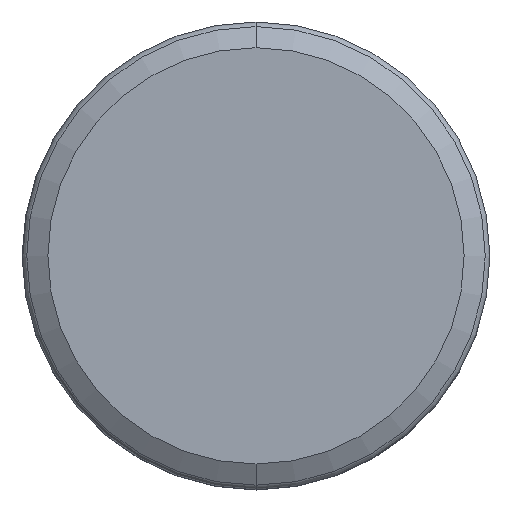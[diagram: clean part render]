
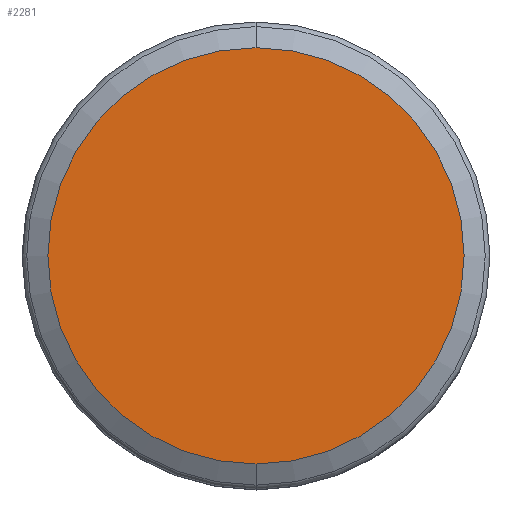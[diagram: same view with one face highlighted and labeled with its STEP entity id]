
A CAD part, top view. The second image highlights one B-rep face of the part: STEP entity #2281.
In plain terms, the highlighted planar face has unit normal (0, 0, 1).
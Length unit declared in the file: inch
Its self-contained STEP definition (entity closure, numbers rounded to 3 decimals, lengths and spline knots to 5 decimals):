
#36 = AXIS2_PLACEMENT_3D ( 'NONE', #1192, #491, #1892 ) ;
#66 = CIRCLE ( 'NONE', #36, 0.42 ) ;
#220 = DIRECTION ( 'NONE',  ( 0., 0., -1. ) ) ;
#279 = DIRECTION ( 'NONE',  ( 0., 0., 1. ) ) ;
#460 = EDGE_LOOP ( 'NONE', ( #3056, #628 ) ) ;
#465 = DIRECTION ( 'NONE',  ( 0., 1., 0. ) ) ;
#491 = DIRECTION ( 'NONE',  ( 0., 0., 1. ) ) ;
#570 = VERTEX_POINT ( 'NONE', #2950 ) ;
#625 = FACE_OUTER_BOUND ( 'NONE', #460, .T. ) ;
#628 = ORIENTED_EDGE ( 'NONE', *, *, #2638, .T. ) ;
#953 = CIRCLE ( 'NONE', #2901, 0.42 ) ;
#968 = CARTESIAN_POINT ( 'NONE',  ( 0., 0., 1.26 ) ) ;
#1192 = CARTESIAN_POINT ( 'NONE',  ( 0., 0., 1.26 ) ) ;
#1208 = DIRECTION ( 'NONE',  ( 0., -1., 0. ) ) ;
#1415 = PLANE ( 'NONE',  #3057 ) ;
#1465 = VERTEX_POINT ( 'NONE', #2963 ) ;
#1892 = DIRECTION ( 'NONE',  ( 0., -1., 0. ) ) ;
#2281 = ADVANCED_FACE ( 'NONE', ( #625 ), #1415, .F. ) ;
#2574 = EDGE_CURVE ( 'NONE', #570, #1465, #953, .T. ) ;
#2638 = EDGE_CURVE ( 'NONE', #1465, #570, #66, .T. ) ;
#2818 = CARTESIAN_POINT ( 'NONE',  ( 0., 0., 1.26 ) ) ;
#2901 = AXIS2_PLACEMENT_3D ( 'NONE', #968, #279, #1208 ) ;
#2950 = CARTESIAN_POINT ( 'NONE',  ( 0., 0.42, 1.26 ) ) ;
#2963 = CARTESIAN_POINT ( 'NONE',  ( 0., -0.42, 1.26 ) ) ;
#3056 = ORIENTED_EDGE ( 'NONE', *, *, #2574, .T. ) ;
#3057 = AXIS2_PLACEMENT_3D ( 'NONE', #2818, #220, #465 ) ;
